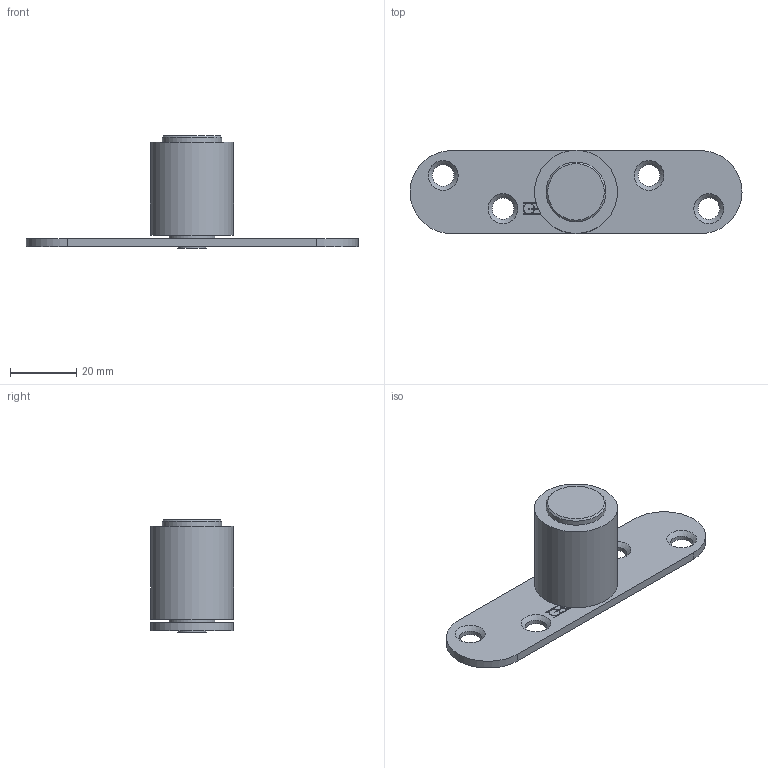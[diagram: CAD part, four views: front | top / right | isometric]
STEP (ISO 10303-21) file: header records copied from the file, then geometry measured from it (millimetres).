
FILE_DESCRIPTION(/* description */ (''),/* implementation_level */ '2;1');
FILE_NAME(/* name */ '1081.stp',/* time_stamp */ '2024-01-09T14:55:52+01:00',/* author */ ('simmetf'),/* organization */ (''),/* preprocessor_version */ 'ST-DEVELOPER v18.1',/* originating_system */ 'Autodesk Inventor 2021',/* authorisation */ '');
FILE_SCHEMA (('AUTOMOTIVE_DESIGN { 1 0 10303 214 3 1 1 }'));
Length unit declared in the file: millimetre
Products named in the file (1): Pièce1
Bounding box: 100 x 25 x 33.9 mm (x, y, z)
Volume: 19675.1 mm3; surface area: 11226.5 mm2
Topology: 3 solids, 3 shells, 64 faces, 143 edges, 94 vertices
Faces by surface type: plane 37, cylinder 22, cone 5
Full cylindrical faces by diameter (mm): 0.942 x1, 6.5 x4, 8 x1, 8.2 x1, 8.5 x1, 13.8 x1, 14.2 x1, 18 x1, 25 x1
Entity records: 1930 total; most frequent: DIRECTION 323, CARTESIAN_POINT 302, ORIENTED_EDGE 286, EDGE_CURVE 143, AXIS2_PLACEMENT_3D 115, VERTEX_POINT 94, LINE 93, VECTOR 93
